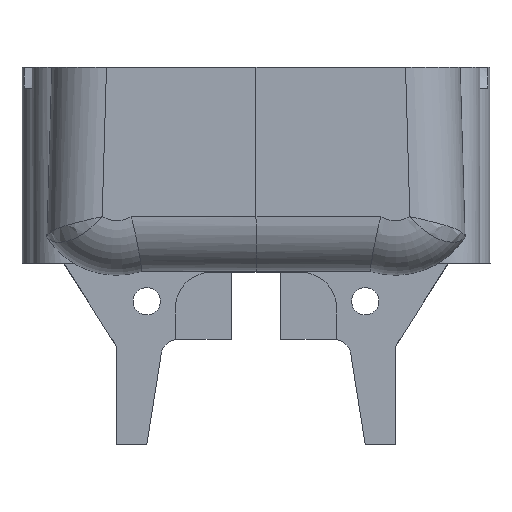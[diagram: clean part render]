
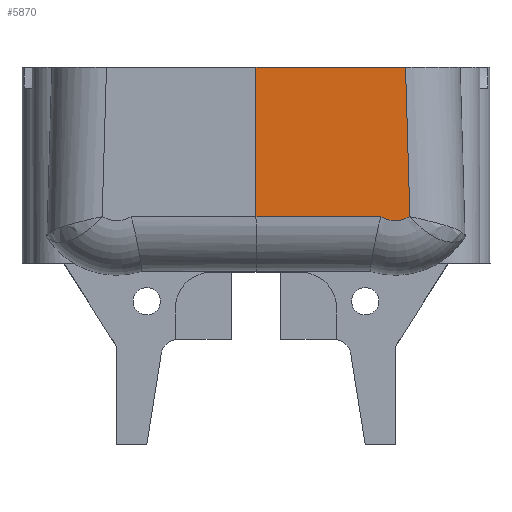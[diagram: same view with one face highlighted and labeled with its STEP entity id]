
A CAD part, left-side view. The second image highlights one B-rep face of the part: STEP entity #5870.
In plain terms, the highlighted planar face has unit normal (-1, 0, 0).
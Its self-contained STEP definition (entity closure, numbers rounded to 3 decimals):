
#258 = SURFACE_OF_REVOLUTION('',#259,#272);
#259 = B_SPLINE_CURVE_WITH_KNOTS('',6,(#260,#261,#262,#263,#264,#265,
    #266,#267,#268,#269,#270,#271),.UNSPECIFIED.,.F.,.F.,(7,5,7),(0.,
    0.785,1.571),.UNSPECIFIED.);
#260 = CARTESIAN_POINT('',(-23.,-19.145,-4.61));
#261 = CARTESIAN_POINT('',(-23.654,-19.145,-4.61));
#262 = CARTESIAN_POINT('',(-24.309,-19.058,
    -4.555));
#263 = CARTESIAN_POINT('',(-24.943,-18.885,
    -4.444));
#264 = CARTESIAN_POINT('',(-25.537,-18.629,
    -4.282));
#265 = CARTESIAN_POINT('',(-26.073,-18.3,
    -4.072));
#266 = CARTESIAN_POINT('',(-26.998,-17.519,
    -3.575));
#267 = CARTESIAN_POINT('',(-27.388,-17.067,
    -3.288));
#268 = CARTESIAN_POINT('',(-27.692,-16.566,
    -2.969));
#269 = CARTESIAN_POINT('',(-27.897,-16.031,
    -2.628));
#270 = CARTESIAN_POINT('',(-28.,-15.479,-2.277));
#271 = CARTESIAN_POINT('',(-28.,-14.927,-1.926));
#272 = AXIS1_PLACEMENT('',#273,#274);
#273 = CARTESIAN_POINT('',(-23.,-12.757,-0.545));
#274 = DIRECTION('',(-1.,0.,0.));
#911 = PLANE('',#912);
#912 = AXIS2_PLACEMENT_3D('',#913,#914,#915);
#913 = CARTESIAN_POINT('',(0.,0.,10.95)
  );
#914 = DIRECTION('',(0.,0.,1.));
#915 = DIRECTION('',(0.,1.,0.));
#1940 = CYLINDRICAL_SURFACE('',#1941,5.);
#1941 = AXIS2_PLACEMENT_3D('',#1942,#1943,#1944);
#1942 = CARTESIAN_POINT('',(-23.,-13.002,34.856));
#1943 = DIRECTION('',(0.,-0.029,
    -1.));
#1944 = DIRECTION('',(0.,-1.,
    0.029));
#1956 = VERTEX_POINT('',#1957);
#1957 = CARTESIAN_POINT('',(-28.,-14.089,-2.745));
#2563 = VERTEX_POINT('',#2564);
#2564 = CARTESIAN_POINT('',(-28.,-11.434,-2.75));
#2608 = CYLINDRICAL_SURFACE('',#2609,5.);
#2609 = AXIS2_PLACEMENT_3D('',#2610,#2611,#2612);
#2610 = CARTESIAN_POINT('',(-23.,0.,-2.75));
#2611 = DIRECTION('',(0.,-1.,0.));
#2612 = DIRECTION('',(-1.,0.,0.));
#2649 = EDGE_CURVE('',#1956,#2563,#2650,.T.);
#2650 = SURFACE_CURVE('',#2651,(#2656,#2663),.PCURVE_S1.);
#2651 = CIRCLE('',#2652,2.571);
#2652 = AXIS2_PLACEMENT_3D('',#2653,#2654,#2655);
#2653 = CARTESIAN_POINT('',(-28.,-12.757,-0.545));
#2654 = DIRECTION('',(1.,0.,0.));
#2655 = DIRECTION('',(0.,-0.844,
    -0.537));
#2656 = PCURVE('',#258,#2657);
#2657 = DEFINITIONAL_REPRESENTATION('',(#2658),#2662);
#2658 = LINE('',#2659,#2660);
#2659 = CARTESIAN_POINT('',(-0.,1.571));
#2660 = VECTOR('',#2661,1.);
#2661 = DIRECTION('',(-1.,0.));
#2662 = ( GEOMETRIC_REPRESENTATION_CONTEXT(2) 
PARAMETRIC_REPRESENTATION_CONTEXT() REPRESENTATION_CONTEXT('2D SPACE',''
  ) );
#2663 = PCURVE('',#2664,#2669);
#2664 = PLANE('',#2665);
#2665 = AXIS2_PLACEMENT_3D('',#2666,#2667,#2668);
#2666 = CARTESIAN_POINT('',(-28.,-9.161,
    7.408));
#2667 = DIRECTION('',(1.,0.,0.));
#2668 = DIRECTION('',(0.,0.,-1.));
#2669 = DEFINITIONAL_REPRESENTATION('',(#2670),#2674);
#2670 = CIRCLE('',#2671,2.571);
#2671 = AXIS2_PLACEMENT_2D('',#2672,#2673);
#2672 = CARTESIAN_POINT('',(7.953,-3.596));
#2673 = DIRECTION('',(0.537,-0.844));
#2674 = ( GEOMETRIC_REPRESENTATION_CONTEXT(2) 
PARAMETRIC_REPRESENTATION_CONTEXT() REPRESENTATION_CONTEXT('2D SPACE',''
  ) );
#3438 = VERTEX_POINT('',#3439);
#3439 = CARTESIAN_POINT('',(-28.,-13.693,10.95));
#3466 = EDGE_CURVE('',#3467,#3438,#3469,.T.);
#3467 = VERTEX_POINT('',#3468);
#3468 = CARTESIAN_POINT('',(-28.,0.,10.95));
#3469 = SURFACE_CURVE('',#3470,(#3474,#3481),.PCURVE_S1.);
#3470 = LINE('',#3471,#3472);
#3471 = CARTESIAN_POINT('',(-28.,-4.58,10.95));
#3472 = VECTOR('',#3473,1.);
#3473 = DIRECTION('',(0.,-1.,0.));
#3474 = PCURVE('',#911,#3475);
#3475 = DEFINITIONAL_REPRESENTATION('',(#3476),#3480);
#3476 = LINE('',#3477,#3478);
#3477 = CARTESIAN_POINT('',(-4.58,28.));
#3478 = VECTOR('',#3479,1.);
#3479 = DIRECTION('',(-1.,0.));
#3480 = ( GEOMETRIC_REPRESENTATION_CONTEXT(2) 
PARAMETRIC_REPRESENTATION_CONTEXT() REPRESENTATION_CONTEXT('2D SPACE',''
  ) );
#3481 = PCURVE('',#2664,#3482);
#3482 = DEFINITIONAL_REPRESENTATION('',(#3483),#3487);
#3483 = LINE('',#3484,#3485);
#3484 = CARTESIAN_POINT('',(-3.542,4.58));
#3485 = VECTOR('',#3486,1.);
#3486 = DIRECTION('',(0.,-1.));
#3487 = ( GEOMETRIC_REPRESENTATION_CONTEXT(2) 
PARAMETRIC_REPRESENTATION_CONTEXT() REPRESENTATION_CONTEXT('2D SPACE',''
  ) );
#3505 = PLANE('',#3506);
#3506 = AXIS2_PLACEMENT_3D('',#3507,#3508,#3509);
#3507 = CARTESIAN_POINT('',(-28.,9.161,
    7.408));
#3508 = DIRECTION('',(1.,0.,0.));
#3509 = DIRECTION('',(0.,0.,1.));
#5780 = EDGE_CURVE('',#3438,#1956,#5781,.T.);
#5781 = SURFACE_CURVE('',#5782,(#5786,#5793),.PCURVE_S1.);
#5782 = LINE('',#5783,#5784);
#5783 = CARTESIAN_POINT('',(-28.,-13.002,34.856));
#5784 = VECTOR('',#5785,1.);
#5785 = DIRECTION('',(0.,-0.029,
    -1.));
#5786 = PCURVE('',#1940,#5787);
#5787 = DEFINITIONAL_REPRESENTATION('',(#5788),#5792);
#5788 = LINE('',#5789,#5790);
#5789 = CARTESIAN_POINT('',(1.571,0.));
#5790 = VECTOR('',#5791,1.);
#5791 = DIRECTION('',(0.,1.));
#5792 = ( GEOMETRIC_REPRESENTATION_CONTEXT(2) 
PARAMETRIC_REPRESENTATION_CONTEXT() REPRESENTATION_CONTEXT('2D SPACE',''
  ) );
#5793 = PCURVE('',#2664,#5794);
#5794 = DEFINITIONAL_REPRESENTATION('',(#5795),#5799);
#5795 = LINE('',#5796,#5797);
#5796 = CARTESIAN_POINT('',(-27.448,-3.841));
#5797 = VECTOR('',#5798,1.);
#5798 = DIRECTION('',(1.,-0.029));
#5799 = ( GEOMETRIC_REPRESENTATION_CONTEXT(2) 
PARAMETRIC_REPRESENTATION_CONTEXT() REPRESENTATION_CONTEXT('2D SPACE',''
  ) );
#5870 = ADVANCED_FACE('',(#5871),#2664,.F.);
#5871 = FACE_BOUND('',#5872,.T.);
#5872 = EDGE_LOOP('',(#5873,#5874,#5875,#5898,#5919));
#5873 = ORIENTED_EDGE('',*,*,#5780,.F.);
#5874 = ORIENTED_EDGE('',*,*,#3466,.F.);
#5875 = ORIENTED_EDGE('',*,*,#5876,.F.);
#5876 = EDGE_CURVE('',#5877,#3467,#5879,.T.);
#5877 = VERTEX_POINT('',#5878);
#5878 = CARTESIAN_POINT('',(-28.,0.,-2.75));
#5879 = SURFACE_CURVE('',#5880,(#5884,#5891),.PCURVE_S1.);
#5880 = LINE('',#5881,#5882);
#5881 = CARTESIAN_POINT('',(-28.,0.,-14.));
#5882 = VECTOR('',#5883,1.);
#5883 = DIRECTION('',(0.,0.,1.));
#5884 = PCURVE('',#2664,#5885);
#5885 = DEFINITIONAL_REPRESENTATION('',(#5886),#5890);
#5886 = LINE('',#5887,#5888);
#5887 = CARTESIAN_POINT('',(21.408,9.161));
#5888 = VECTOR('',#5889,1.);
#5889 = DIRECTION('',(-1.,0.));
#5890 = ( GEOMETRIC_REPRESENTATION_CONTEXT(2) 
PARAMETRIC_REPRESENTATION_CONTEXT() REPRESENTATION_CONTEXT('2D SPACE',''
  ) );
#5891 = PCURVE('',#3505,#5892);
#5892 = DEFINITIONAL_REPRESENTATION('',(#5893),#5897);
#5893 = LINE('',#5894,#5895);
#5894 = CARTESIAN_POINT('',(-21.408,9.161));
#5895 = VECTOR('',#5896,1.);
#5896 = DIRECTION('',(1.,0.));
#5897 = ( GEOMETRIC_REPRESENTATION_CONTEXT(2) 
PARAMETRIC_REPRESENTATION_CONTEXT() REPRESENTATION_CONTEXT('2D SPACE',''
  ) );
#5898 = ORIENTED_EDGE('',*,*,#5899,.T.);
#5899 = EDGE_CURVE('',#5877,#2563,#5900,.T.);
#5900 = SURFACE_CURVE('',#5901,(#5905,#5912),.PCURVE_S1.);
#5901 = LINE('',#5902,#5903);
#5902 = CARTESIAN_POINT('',(-28.,0.,-2.75));
#5903 = VECTOR('',#5904,1.);
#5904 = DIRECTION('',(0.,-1.,0.));
#5905 = PCURVE('',#2664,#5906);
#5906 = DEFINITIONAL_REPRESENTATION('',(#5907),#5911);
#5907 = LINE('',#5908,#5909);
#5908 = CARTESIAN_POINT('',(10.158,9.161));
#5909 = VECTOR('',#5910,1.);
#5910 = DIRECTION('',(0.,-1.));
#5911 = ( GEOMETRIC_REPRESENTATION_CONTEXT(2) 
PARAMETRIC_REPRESENTATION_CONTEXT() REPRESENTATION_CONTEXT('2D SPACE',''
  ) );
#5912 = PCURVE('',#2608,#5913);
#5913 = DEFINITIONAL_REPRESENTATION('',(#5914),#5918);
#5914 = LINE('',#5915,#5916);
#5915 = CARTESIAN_POINT('',(0.,0.));
#5916 = VECTOR('',#5917,1.);
#5917 = DIRECTION('',(0.,1.));
#5918 = ( GEOMETRIC_REPRESENTATION_CONTEXT(2) 
PARAMETRIC_REPRESENTATION_CONTEXT() REPRESENTATION_CONTEXT('2D SPACE',''
  ) );
#5919 = ORIENTED_EDGE('',*,*,#2649,.F.);
